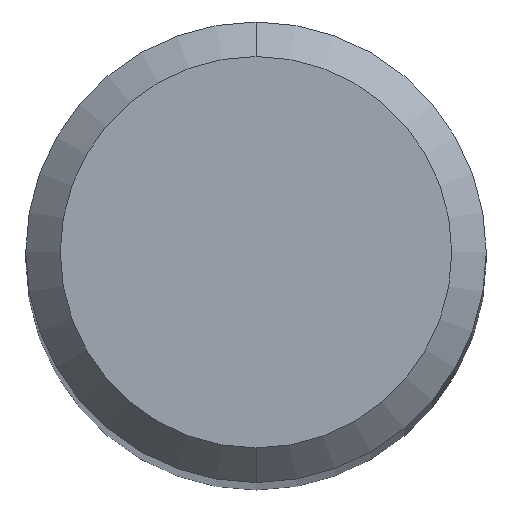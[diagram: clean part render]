
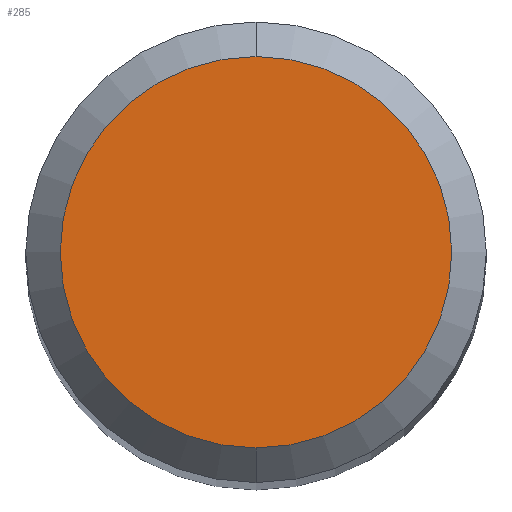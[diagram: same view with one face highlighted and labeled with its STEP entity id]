
A CAD part, top view. The second image highlights one B-rep face of the part: STEP entity #285.
In plain terms, the highlighted planar face has unit normal (0, 0, 1).
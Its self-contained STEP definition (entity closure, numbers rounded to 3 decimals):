
#285=ADVANCED_FACE('',(#718),#719,.T.);
#489=VERTEX_POINT('',#949);
#575=EDGE_CURVE('',#585,#489,#1045,.T.);
#585=VERTEX_POINT('',#1055);
#633=EDGE_CURVE('',#489,#585,#1105,.T.);
#718=FACE_OUTER_BOUND('',#1229,.T.);
#719=PLANE('',#1230);
#949=CARTESIAN_POINT('',(0.,-1.7,0.0));
#1045=CIRCLE('',#1755,1.7);
#1055=CARTESIAN_POINT('',(0.0,1.7,0.0));
#1105=CIRCLE('',#1839,1.7);
#1229=EDGE_LOOP('',(#1948,#1949));
#1230=AXIS2_PLACEMENT_3D('',#1950,#1951,#1952);
#1755=AXIS2_PLACEMENT_3D('',#2474,#2475,#2476);
#1839=AXIS2_PLACEMENT_3D('',#2519,#2520,#2521);
#1948=ORIENTED_EDGE('',*,*,#575,.F.);
#1949=ORIENTED_EDGE('',*,*,#633,.F.);
#1950=CARTESIAN_POINT('',(0.0,0.85,0.0));
#1951=DIRECTION('',(-0.0,0.0,1.0));
#1952=DIRECTION('',(0.0,-1.0,0.0));
#2474=CARTESIAN_POINT('',(0.0,0.0,0.0));
#2475=DIRECTION('',(0.0,0.0,-1.0));
#2476=DIRECTION('',(0.0,1.0,0.0));
#2519=CARTESIAN_POINT('',(0.0,0.0,0.0));
#2520=DIRECTION('',(0.0,0.0,-1.0));
#2521=DIRECTION('',(0.0,1.0,0.0));
